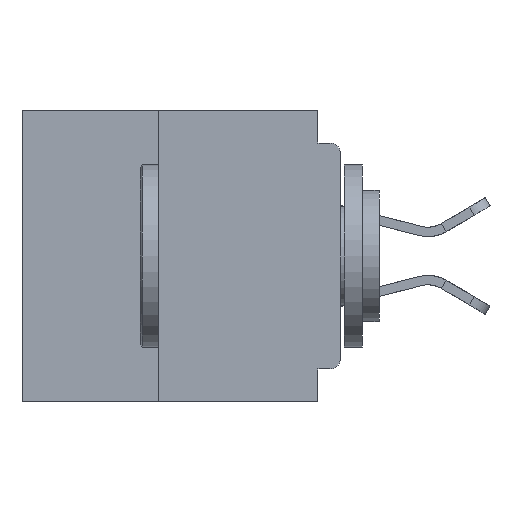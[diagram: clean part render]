
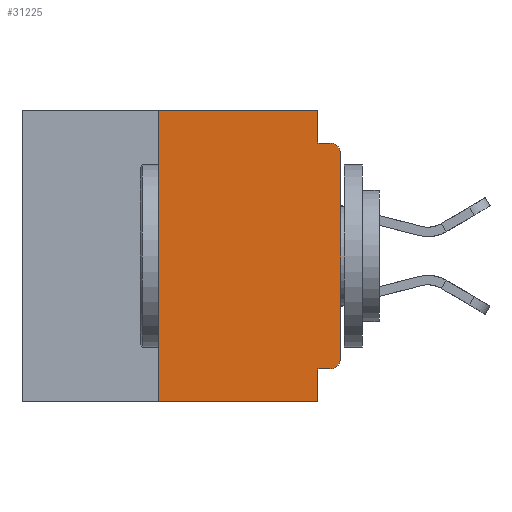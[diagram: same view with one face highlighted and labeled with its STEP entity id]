
A CAD part, left-side view. The second image highlights one B-rep face of the part: STEP entity #31225.
In plain terms, the highlighted planar face has unit normal (-1, 0, 0).
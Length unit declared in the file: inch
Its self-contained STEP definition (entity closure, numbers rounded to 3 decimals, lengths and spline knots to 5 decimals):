
#530 = VERTEX_POINT ( 'NONE', #29774 ) ;
#823 = VECTOR ( 'NONE', #9686, 39.37008 ) ;
#1010 = LINE ( 'NONE', #32027, #18022 ) ;
#1128 = VECTOR ( 'NONE', #31691, 39.37008 ) ;
#1232 = CARTESIAN_POINT ( 'NONE',  ( 0., 0.25, -0.4 ) ) ;
#1419 = EDGE_CURVE ( 'NONE', #7752, #34709, #12847, .T. ) ;
#2158 = EDGE_CURVE ( 'NONE', #22120, #28054, #13318, .T. ) ;
#3772 = ORIENTED_EDGE ( 'NONE', *, *, #21454, .F. ) ;
#4722 = VERTEX_POINT ( 'NONE', #17323 ) ;
#4906 = VECTOR ( 'NONE', #18355, 39.37008 ) ;
#6444 = AXIS2_PLACEMENT_3D ( 'NONE', #28021, #14699, #38232 ) ;
#7665 = FACE_OUTER_BOUND ( 'NONE', #31619, .T. ) ;
#7752 = VERTEX_POINT ( 'NONE', #9235 ) ;
#8436 = ORIENTED_EDGE ( 'NONE', *, *, #1419, .F. ) ;
#8947 = DIRECTION ( 'NONE',  ( -1., 0., 0. ) ) ;
#9235 = CARTESIAN_POINT ( 'NONE',  ( 0., 0.25, 0. ) ) ;
#9686 = DIRECTION ( 'NONE',  ( 0., -1., 0. ) ) ;
#10408 = DIRECTION ( 'NONE',  ( 0., 0., 1. ) ) ;
#10777 = EDGE_CURVE ( 'NONE', #35887, #7752, #21292, .T. ) ;
#11159 = ORIENTED_EDGE ( 'NONE', *, *, #32729, .F. ) ;
#12355 = CARTESIAN_POINT ( 'NONE',  ( 0., 0.25, -0.4 ) ) ;
#12554 = CARTESIAN_POINT ( 'NONE',  ( 0., 0.015, -0.06 ) ) ;
#12847 = LINE ( 'NONE', #18508, #4906 ) ;
#13160 = ORIENTED_EDGE ( 'NONE', *, *, #30197, .F. ) ;
#13318 = LINE ( 'NONE', #33354, #39115 ) ;
#13329 = VECTOR ( 'NONE', #31544, 39.37008 ) ;
#14184 = CIRCLE ( 'NONE', #18791, 0.015 ) ;
#14699 = DIRECTION ( 'NONE',  ( 1., 0., 0. ) ) ;
#15839 = ORIENTED_EDGE ( 'NONE', *, *, #27059, .T. ) ;
#15950 = DIRECTION ( 'NONE',  ( 0., 0., -1. ) ) ;
#16304 = ORIENTED_EDGE ( 'NONE', *, *, #10777, .F. ) ;
#17323 = CARTESIAN_POINT ( 'NONE',  ( 0., 0.015, -0.045 ) ) ;
#18022 = VECTOR ( 'NONE', #35394, 39.37008 ) ;
#18037 = ORIENTED_EDGE ( 'NONE', *, *, #33174, .T. ) ;
#18355 = DIRECTION ( 'NONE',  ( 0., -1., 0. ) ) ;
#18508 = CARTESIAN_POINT ( 'NONE',  ( 0., 0.437, 0. ) ) ;
#18791 = AXIS2_PLACEMENT_3D ( 'NONE', #29176, #8947, #32523 ) ;
#19222 = LINE ( 'NONE', #24969, #1128 ) ;
#19895 = ORIENTED_EDGE ( 'NONE', *, *, #2158, .F. ) ;
#21292 = LINE ( 'NONE', #1232, #13329 ) ;
#21454 = EDGE_CURVE ( 'NONE', #32396, #4722, #41555, .T. ) ;
#22120 = VERTEX_POINT ( 'NONE', #27291 ) ;
#22208 = VERTEX_POINT ( 'NONE', #31680 ) ;
#23045 = CIRCLE ( 'NONE', #29159, 0.015 ) ;
#23242 = CARTESIAN_POINT ( 'NONE',  ( 0., 0.031, -0.045 ) ) ;
#23760 = VECTOR ( 'NONE', #36986, 39.37008 ) ;
#24969 = CARTESIAN_POINT ( 'NONE',  ( 0., 0.031, 0. ) ) ;
#25798 = LINE ( 'NONE', #33253, #823 ) ;
#25895 = EDGE_CURVE ( 'NONE', #35887, #28054, #25798, .T. ) ;
#27059 = EDGE_CURVE ( 'NONE', #530, #4722, #23045, .T. ) ;
#27150 = VERTEX_POINT ( 'NONE', #43302 ) ;
#27291 = CARTESIAN_POINT ( 'NONE',  ( 0., 0.031, -0.355 ) ) ;
#28021 = CARTESIAN_POINT ( 'NONE',  ( 0., 0.437, 0. ) ) ;
#28054 = VERTEX_POINT ( 'NONE', #34980 ) ;
#29159 = AXIS2_PLACEMENT_3D ( 'NONE', #12554, #36077, #15950 ) ;
#29176 = CARTESIAN_POINT ( 'NONE',  ( 0., 0.015, -0.34 ) ) ;
#29774 = CARTESIAN_POINT ( 'NONE',  ( 0., 0., -0.06 ) ) ;
#29851 = CARTESIAN_POINT ( 'NONE',  ( 0., 0.031, 0. ) ) ;
#30197 = EDGE_CURVE ( 'NONE', #22208, #22120, #1010, .T. ) ;
#31225 = ADVANCED_FACE ( 'NONE', ( #7665 ), #34857, .F. ) ;
#31544 = DIRECTION ( 'NONE',  ( 0., 0., 1. ) ) ;
#31619 = EDGE_LOOP ( 'NONE', ( #18037, #15839, #3772, #11159, #8436, #16304, #40985, #19895, #13160, #43570 ) ) ;
#31680 = CARTESIAN_POINT ( 'NONE',  ( 0., 0.015, -0.355 ) ) ;
#31691 = DIRECTION ( 'NONE',  ( 0., 0., -1. ) ) ;
#32027 = CARTESIAN_POINT ( 'NONE',  ( 0., 0., -0.355 ) ) ;
#32396 = VERTEX_POINT ( 'NONE', #23242 ) ;
#32523 = DIRECTION ( 'NONE',  ( 0., 0., -1. ) ) ;
#32729 = EDGE_CURVE ( 'NONE', #34709, #32396, #19222, .T. ) ;
#33174 = EDGE_CURVE ( 'NONE', #27150, #530, #35951, .T. ) ;
#33253 = CARTESIAN_POINT ( 'NONE',  ( 0., 0.437, -0.4 ) ) ;
#33354 = CARTESIAN_POINT ( 'NONE',  ( 0., 0.031, -0.4 ) ) ;
#33625 = CARTESIAN_POINT ( 'NONE',  ( 0., 0., -0.045 ) ) ;
#33704 = DIRECTION ( 'NONE',  ( 0., 0., -1. ) ) ;
#33983 = CARTESIAN_POINT ( 'NONE',  ( 0., 0., 0. ) ) ;
#34709 = VERTEX_POINT ( 'NONE', #29851 ) ;
#34857 = PLANE ( 'NONE',  #6444 ) ;
#34896 = VECTOR ( 'NONE', #10408, 39.37008 ) ;
#34980 = CARTESIAN_POINT ( 'NONE',  ( 0., 0.031, -0.4 ) ) ;
#35394 = DIRECTION ( 'NONE',  ( 0., 1., 0. ) ) ;
#35860 = EDGE_CURVE ( 'NONE', #22208, #27150, #14184, .T. ) ;
#35887 = VERTEX_POINT ( 'NONE', #12355 ) ;
#35951 = LINE ( 'NONE', #33983, #34896 ) ;
#36077 = DIRECTION ( 'NONE',  ( -1., 0., 0. ) ) ;
#36986 = DIRECTION ( 'NONE',  ( 0., -1., 0. ) ) ;
#38232 = DIRECTION ( 'NONE',  ( 0., 0., -1. ) ) ;
#39115 = VECTOR ( 'NONE', #33704, 39.37008 ) ;
#40985 = ORIENTED_EDGE ( 'NONE', *, *, #25895, .T. ) ;
#41555 = LINE ( 'NONE', #33625, #23760 ) ;
#43302 = CARTESIAN_POINT ( 'NONE',  ( 0., 0., -0.34 ) ) ;
#43570 = ORIENTED_EDGE ( 'NONE', *, *, #35860, .T. ) ;
